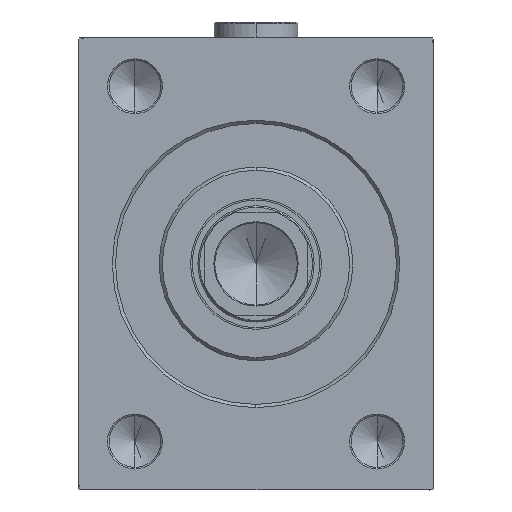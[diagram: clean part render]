
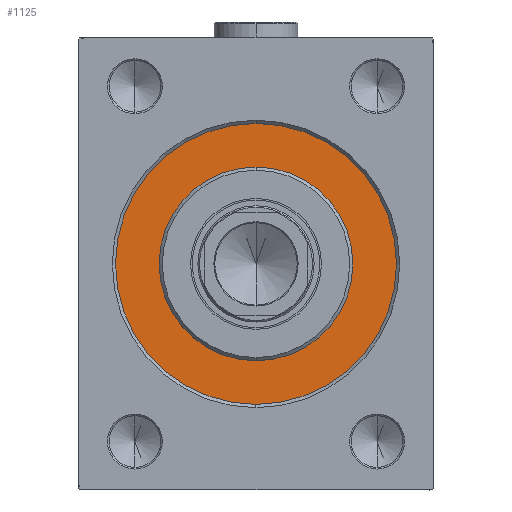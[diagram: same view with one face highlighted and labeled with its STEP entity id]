
A CAD part, left-side view. The second image highlights one B-rep face of the part: STEP entity #1125.
In plain terms, the highlighted face is planar.
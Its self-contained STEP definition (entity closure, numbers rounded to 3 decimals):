
#938 = CARTESIAN_POINT ( 'NONE',  ( 0., 0., 43.5 ) ) ;
#1062 = DIRECTION ( 'NONE',  ( 0., 0., 1. ) ) ;
#1125 = ADVANCED_FACE ( 'NONE', ( #29474, #9356 ), #12598, .F. ) ;
#4269 = EDGE_CURVE ( 'NONE', #14332, #14283, #26532, .T. ) ;
#5009 = DIRECTION ( 'NONE',  ( 1., 0., 0. ) ) ;
#5425 = DIRECTION ( 'NONE',  ( 0., 0., 1. ) ) ;
#9356 = FACE_OUTER_BOUND ( 'NONE', #21992, .T. ) ;
#9681 = DIRECTION ( 'NONE',  ( 0., 0., -1. ) ) ;
#10394 = AXIS2_PLACEMENT_3D ( 'NONE', #30942, #44802, #9681 ) ;
#10859 = EDGE_CURVE ( 'NONE', #44582, #17911, #41401, .T. ) ;
#11025 = DIRECTION ( 'NONE',  ( -1., 0., 0. ) ) ;
#11114 = EDGE_CURVE ( 'NONE', #17911, #44582, #33258, .T. ) ;
#11472 = CARTESIAN_POINT ( 'NONE',  ( 0., 0., 0. ) ) ;
#12598 = PLANE ( 'NONE',  #44135 ) ;
#14283 = VERTEX_POINT ( 'NONE', #938 ) ;
#14332 = VERTEX_POINT ( 'NONE', #14591 ) ;
#14591 = CARTESIAN_POINT ( 'NONE',  ( 0., 0., -43.5 ) ) ;
#14950 = DIRECTION ( 'NONE',  ( -1., 0., 0. ) ) ;
#17030 = AXIS2_PLACEMENT_3D ( 'NONE', #18439, #5009, #43376 ) ;
#17911 = VERTEX_POINT ( 'NONE', #24130 ) ;
#18439 = CARTESIAN_POINT ( 'NONE',  ( 0., 0., 0. ) ) ;
#21220 = DIRECTION ( 'NONE',  ( 0., 0., 1. ) ) ;
#21725 = CIRCLE ( 'NONE', #27623, 43.5 ) ;
#21833 = ORIENTED_EDGE ( 'NONE', *, *, #4269, .F. ) ;
#21992 = EDGE_LOOP ( 'NONE', ( #21833, #27962 ) ) ;
#24130 = CARTESIAN_POINT ( 'NONE',  ( 0., 0., 30. ) ) ;
#24410 = EDGE_CURVE ( 'NONE', #14283, #14332, #21725, .T. ) ;
#26532 = CIRCLE ( 'NONE', #30220, 43.5 ) ;
#27623 = AXIS2_PLACEMENT_3D ( 'NONE', #11472, #14950, #1062 ) ;
#27962 = ORIENTED_EDGE ( 'NONE', *, *, #24410, .F. ) ;
#29474 = FACE_BOUND ( 'NONE', #44632, .T. ) ;
#29475 = CARTESIAN_POINT ( 'NONE',  ( 0., 0., -30. ) ) ;
#30220 = AXIS2_PLACEMENT_3D ( 'NONE', #36221, #11025, #21220 ) ;
#30482 = ORIENTED_EDGE ( 'NONE', *, *, #10859, .F. ) ;
#30942 = CARTESIAN_POINT ( 'NONE',  ( 0., 0., 0. ) ) ;
#32812 = ORIENTED_EDGE ( 'NONE', *, *, #11114, .F. ) ;
#33258 = CIRCLE ( 'NONE', #17030, 30. ) ;
#36221 = CARTESIAN_POINT ( 'NONE',  ( 0., 0., 0. ) ) ;
#37798 = CARTESIAN_POINT ( 'NONE',  ( 0., 0., 0. ) ) ;
#41401 = CIRCLE ( 'NONE', #10394, 30. ) ;
#41477 = DIRECTION ( 'NONE',  ( -1., 0., 0. ) ) ;
#43376 = DIRECTION ( 'NONE',  ( 0., 0., -1. ) ) ;
#44135 = AXIS2_PLACEMENT_3D ( 'NONE', #37798, #41477, #5425 ) ;
#44582 = VERTEX_POINT ( 'NONE', #29475 ) ;
#44632 = EDGE_LOOP ( 'NONE', ( #32812, #30482 ) ) ;
#44802 = DIRECTION ( 'NONE',  ( 1., 0., 0. ) ) ;
